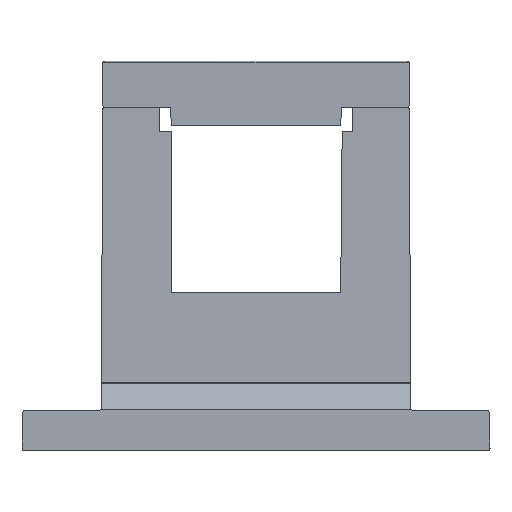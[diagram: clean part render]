
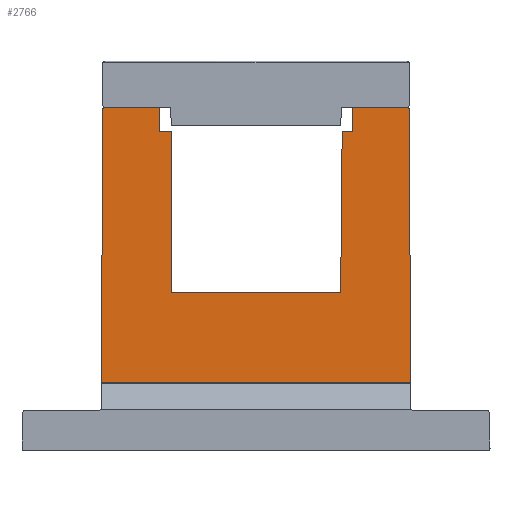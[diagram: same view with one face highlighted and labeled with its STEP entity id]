
A CAD part, top view. The second image highlights one B-rep face of the part: STEP entity #2766.
In plain terms, the highlighted planar face has unit normal (0, 0.005, 1).
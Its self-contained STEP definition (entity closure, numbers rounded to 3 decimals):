
#26=ELLIPSE('',#2901,0.3,0.3);
#28=ELLIPSE('',#2913,0.3,0.3);
#133=LINE('',#4038,#453);
#135=LINE('',#4048,#455);
#144=LINE('',#4065,#464);
#147=LINE('',#4071,#467);
#150=LINE('',#4077,#470);
#153=LINE('',#4083,#473);
#156=LINE('',#4089,#476);
#159=LINE('',#4095,#479);
#163=LINE('',#4103,#483);
#164=LINE('',#4105,#484);
#172=LINE('',#4127,#492);
#240=LINE('',#4323,#560);
#453=VECTOR('',#3216,1000.);
#455=VECTOR('',#3228,1000.);
#464=VECTOR('',#3239,1000.);
#467=VECTOR('',#3244,1000.);
#470=VECTOR('',#3249,1000.);
#473=VECTOR('',#3254,1000.);
#476=VECTOR('',#3259,1000.);
#479=VECTOR('',#3264,1000.);
#483=VECTOR('',#3270,1000.);
#484=VECTOR('',#3273,1000.);
#492=VECTOR('',#3291,1000.);
#560=VECTOR('',#3489,1000.);
#1071=ORIENTED_EDGE('',*,*,#1600,.T.);
#1072=ORIENTED_EDGE('',*,*,#1602,.T.);
#1073=ORIENTED_EDGE('',*,*,#1605,.T.);
#1074=ORIENTED_EDGE('',*,*,#1614,.T.);
#1075=ORIENTED_EDGE('',*,*,#1617,.T.);
#1076=ORIENTED_EDGE('',*,*,#1620,.T.);
#1077=ORIENTED_EDGE('',*,*,#1623,.T.);
#1078=ORIENTED_EDGE('',*,*,#1626,.T.);
#1079=ORIENTED_EDGE('',*,*,#1629,.T.);
#1080=ORIENTED_EDGE('',*,*,#1633,.T.);
#1081=ORIENTED_EDGE('',*,*,#1634,.T.);
#1082=ORIENTED_EDGE('',*,*,#1640,.T.);
#1083=ORIENTED_EDGE('',*,*,#1645,.T.);
#1084=ORIENTED_EDGE('',*,*,#1746,.F.);
#1600=EDGE_CURVE('',#1998,#1997,#133,.T.);
#1602=EDGE_CURVE('',#1997,#1999,#26,.T.);
#1605=EDGE_CURVE('',#1999,#2001,#135,.T.);
#1614=EDGE_CURVE('',#2001,#2007,#144,.T.);
#1617=EDGE_CURVE('',#2007,#2009,#147,.T.);
#1620=EDGE_CURVE('',#2009,#2011,#150,.T.);
#1623=EDGE_CURVE('',#2011,#2013,#153,.T.);
#1626=EDGE_CURVE('',#2013,#2015,#156,.T.);
#1629=EDGE_CURVE('',#2015,#2017,#159,.T.);
#1633=EDGE_CURVE('',#2017,#2020,#163,.T.);
#1634=EDGE_CURVE('',#2020,#2021,#164,.T.);
#1640=EDGE_CURVE('',#2021,#2025,#28,.T.);
#1645=EDGE_CURVE('',#2025,#2029,#172,.T.);
#1746=EDGE_CURVE('',#1998,#2029,#240,.T.);
#1997=VERTEX_POINT('',#4037);
#1998=VERTEX_POINT('',#4039);
#1999=VERTEX_POINT('',#4043);
#2001=VERTEX_POINT('',#4049);
#2007=VERTEX_POINT('',#4064);
#2009=VERTEX_POINT('',#4070);
#2011=VERTEX_POINT('',#4076);
#2013=VERTEX_POINT('',#4082);
#2015=VERTEX_POINT('',#4088);
#2017=VERTEX_POINT('',#4094);
#2020=VERTEX_POINT('',#4102);
#2021=VERTEX_POINT('',#4106);
#2025=VERTEX_POINT('',#4117);
#2029=VERTEX_POINT('',#4126);
#2337=EDGE_LOOP('',(#1071,#1072,#1073,#1074,#1075,#1076,#1077,#1078,#1079,
#1080,#1081,#1082,#1083,#1084));
#2501=FACE_BOUND('',#2337,.T.);
#2641=PLANE('',#2982);
#2766=ADVANCED_FACE('',(#2501),#2641,.T.);
#2901=AXIS2_PLACEMENT_3D('',#4042,#3221,#3222);
#2913=AXIS2_PLACEMENT_3D('',#4116,#3281,#3282);
#2982=AXIS2_PLACEMENT_3D('',#4325,#3491,#3492);
#3216=DIRECTION('',(-0.004,1.,-0.005));
#3221=DIRECTION('',(0.,0.005,1.));
#3222=DIRECTION('',(0.,1.,-0.005));
#3228=DIRECTION('',(-1.,0.,0.));
#3239=DIRECTION('',(0.,-1.,0.005));
#3244=DIRECTION('',(-1.,0.,0.));
#3249=DIRECTION('',(-0.009,-1.,0.005));
#3254=DIRECTION('',(-1.,0.,0.));
#3259=DIRECTION('',(0.,1.,-0.005));
#3264=DIRECTION('',(-1.,0.,0.));
#3270=DIRECTION('',(0.,1.,-0.005));
#3273=DIRECTION('',(-1.,0.,0.));
#3281=DIRECTION('',(0.,0.005,1.));
#3282=DIRECTION('',(0.,1.,-0.005));
#3291=DIRECTION('',(-0.004,-1.,0.005));
#3489=DIRECTION('',(-1.,0.,0.));
#3491=DIRECTION('',(0.,0.005,1.));
#3492=DIRECTION('',(0.,-1.,0.005));
#4037=CARTESIAN_POINT('',(19.001,12.701,3.843));
#4038=CARTESIAN_POINT('',(19.163,-24.264,4.014));
#4039=CARTESIAN_POINT('',(19.149,-21.063,4.));
#4042=CARTESIAN_POINT('',(18.701,12.7,3.843));
#4043=CARTESIAN_POINT('',(18.701,13.,3.841));
#4048=CARTESIAN_POINT('',(18.701,13.,3.841));
#4049=CARTESIAN_POINT('',(12.,13.,3.841));
#4064=CARTESIAN_POINT('',(12.,10.,3.855));
#4065=CARTESIAN_POINT('',(12.,12.986,3.842));
#4070=CARTESIAN_POINT('',(10.675,10.,3.855));
#4071=CARTESIAN_POINT('',(12.,10.,3.855));
#4076=CARTESIAN_POINT('',(10.49,-10.,3.948));
#4077=CARTESIAN_POINT('',(10.675,9.986,3.855));
#4082=CARTESIAN_POINT('',(-10.49,-10.,3.948));
#4083=CARTESIAN_POINT('',(10.49,-10.,3.948));
#4088=CARTESIAN_POINT('',(-10.5,10.,3.855));
#4089=CARTESIAN_POINT('',(-10.49,-10.013,3.948));
#4094=CARTESIAN_POINT('',(-12.,10.,3.855));
#4095=CARTESIAN_POINT('',(-10.5,10.,3.855));
#4102=CARTESIAN_POINT('',(-12.,13.,3.841));
#4103=CARTESIAN_POINT('',(-12.,9.986,3.855));
#4105=CARTESIAN_POINT('',(-12.,13.,3.841));
#4106=CARTESIAN_POINT('',(-18.701,13.,3.841));
#4116=CARTESIAN_POINT('',(-18.701,12.7,3.843));
#4117=CARTESIAN_POINT('',(-19.001,12.701,3.843));
#4126=CARTESIAN_POINT('',(-19.149,-21.063,4.));
#4127=CARTESIAN_POINT('',(-19.001,12.688,3.843));
#4323=CARTESIAN_POINT('',(20.,-21.063,4.));
#4325=CARTESIAN_POINT('',(20.,-21.063,4.));
